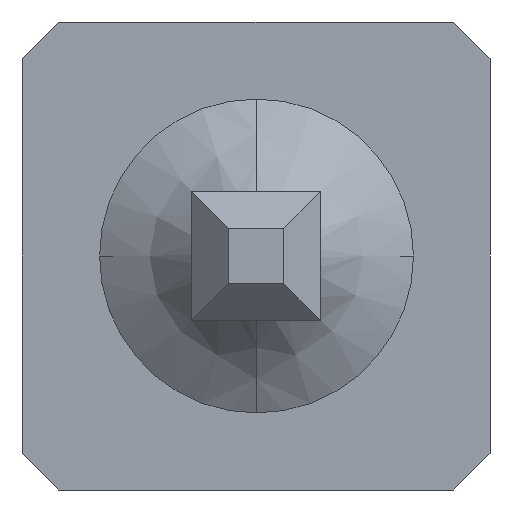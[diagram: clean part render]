
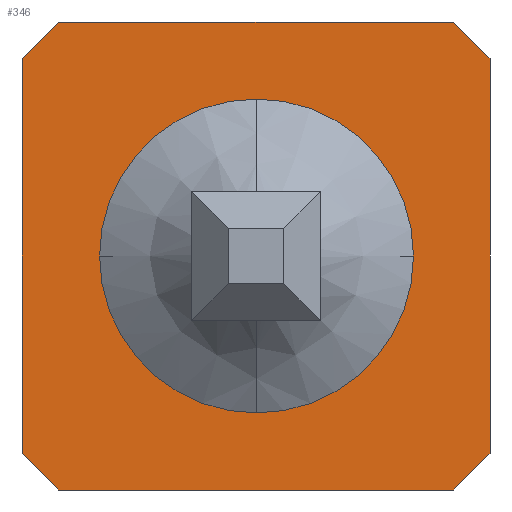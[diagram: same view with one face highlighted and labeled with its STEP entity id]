
A CAD part, front view. The second image highlights one B-rep face of the part: STEP entity #346.
In plain terms, the highlighted planar face has unit normal (0, -1, 0).
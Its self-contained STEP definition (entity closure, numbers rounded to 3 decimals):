
#30 = EDGE_CURVE ( 'NONE', #1110, #281, #352, .T. ) ;
#32 = EDGE_LOOP ( 'NONE', ( #114, #1153, #378, #787 ) ) ;
#39 = LINE ( 'NONE', #836, #947 ) ;
#42 = EDGE_CURVE ( 'NONE', #59, #801, #710, .T. ) ;
#59 = VERTEX_POINT ( 'NONE', #335 ) ;
#73 = ORIENTED_EDGE ( 'NONE', *, *, #474, .T. ) ;
#74 = LINE ( 'NONE', #264, #397 ) ;
#77 = VECTOR ( 'NONE', #1108, 1000. ) ;
#78 = ORIENTED_EDGE ( 'NONE', *, *, #259, .T. ) ;
#98 = VECTOR ( 'NONE', #1111, 1000. ) ;
#114 = ORIENTED_EDGE ( 'NONE', *, *, #902, .T. ) ;
#118 = AXIS2_PLACEMENT_3D ( 'NONE', #417, #958, #233 ) ;
#141 = CARTESIAN_POINT ( 'NONE',  ( -22.46, 1.6, -49.8 ) ) ;
#142 = EDGE_CURVE ( 'NONE', #1138, #917, #391, .T. ) ;
#165 = EDGE_CURVE ( 'NONE', #682, #610, #1093, .T. ) ;
#171 = CARTESIAN_POINT ( 'NONE',  ( -25., 1.6, -47.46 ) ) ;
#172 = VECTOR ( 'NONE', #644, 1000. ) ;
#212 = VECTOR ( 'NONE', #927, 1000. ) ;
#220 = ORIENTED_EDGE ( 'NONE', *, *, #459, .T. ) ;
#225 = VERTEX_POINT ( 'NONE', #1012 ) ;
#228 = CARTESIAN_POINT ( 'NONE',  ( -25., 1.6, -49.8 ) ) ;
#233 = DIRECTION ( 'NONE',  ( 0., 0., -1. ) ) ;
#244 = CARTESIAN_POINT ( 'NONE',  ( -24.08, 1.6, -49.08 ) ) ;
#259 = EDGE_CURVE ( 'NONE', #305, #982, #1121, .T. ) ;
#264 = CARTESIAN_POINT ( 'NONE',  ( -24.9, 1.6, -47.56 ) ) ;
#279 = DIRECTION ( 'NONE',  ( -1., 0., 0. ) ) ;
#281 = VERTEX_POINT ( 'NONE', #228 ) ;
#303 = CARTESIAN_POINT ( 'NONE',  ( -23.38, 1.6, -48.38 ) ) ;
#305 = VERTEX_POINT ( 'NONE', #141 ) ;
#335 = CARTESIAN_POINT ( 'NONE',  ( -22.66, 1.6, -47.46 ) ) ;
#340 = ORIENTED_EDGE ( 'NONE', *, *, #42, .T. ) ;
#341 = DIRECTION ( 'NONE',  ( -0.707, 0., -0.707 ) ) ;
#346 = ADVANCED_FACE ( 'NONE', ( #493, #582 ), #853, .T. ) ;
#351 = DIRECTION ( 'NONE',  ( 0.707, 0., 0.707 ) ) ;
#352 = LINE ( 'NONE', #171, #945 ) ;
#368 = CARTESIAN_POINT ( 'NONE',  ( -24.08, 1.6, -48.38 ) ) ;
#378 = ORIENTED_EDGE ( 'NONE', *, *, #684, .T. ) ;
#391 = LINE ( 'NONE', #740, #172 ) ;
#397 = VECTOR ( 'NONE', #341, 1000. ) ;
#417 = CARTESIAN_POINT ( 'NONE',  ( -23.73, 1.6, -48.73 ) ) ;
#459 = EDGE_CURVE ( 'NONE', #801, #1110, #74, .T. ) ;
#474 = EDGE_CURVE ( 'NONE', #917, #305, #618, .T. ) ;
#493 = FACE_OUTER_BOUND ( 'NONE', #1150, .T. ) ;
#523 = CARTESIAN_POINT ( 'NONE',  ( -22.56, 1.6, -47.56 ) ) ;
#547 = VECTOR ( 'NONE', #279, 1000. ) ;
#549 = LINE ( 'NONE', #803, #98 ) ;
#555 = CARTESIAN_POINT ( 'NONE',  ( -24.9, 1.6, -49.9 ) ) ;
#563 = CARTESIAN_POINT ( 'NONE',  ( -23.38, 1.6, -49.08 ) ) ;
#566 = CARTESIAN_POINT ( 'NONE',  ( -25., 1.6, -47.66 ) ) ;
#567 = VECTOR ( 'NONE', #1143, 1000. ) ;
#569 = DIRECTION ( 'NONE',  ( 0.707, 0., -0.707 ) ) ;
#582 = FACE_BOUND ( 'NONE', #32, .T. ) ;
#601 = EDGE_CURVE ( 'NONE', #281, #1138, #1011, .T. ) ;
#610 = VERTEX_POINT ( 'NONE', #563 ) ;
#618 = LINE ( 'NONE', #692, #863 ) ;
#634 = CARTESIAN_POINT ( 'NONE',  ( -22.46, 1.6, -50. ) ) ;
#644 = DIRECTION ( 'NONE',  ( 1., 0., 0. ) ) ;
#653 = ORIENTED_EDGE ( 'NONE', *, *, #30, .T. ) ;
#662 = CARTESIAN_POINT ( 'NONE',  ( -23.38, 1.6, -48.38 ) ) ;
#676 = VECTOR ( 'NONE', #569, 1000. ) ;
#682 = VERTEX_POINT ( 'NONE', #662 ) ;
#684 = EDGE_CURVE ( 'NONE', #610, #821, #39, .T. ) ;
#692 = CARTESIAN_POINT ( 'NONE',  ( -22.56, 1.6, -49.9 ) ) ;
#710 = LINE ( 'NONE', #1082, #547 ) ;
#732 = LINE ( 'NONE', #368, #963 ) ;
#740 = CARTESIAN_POINT ( 'NONE',  ( -25., 1.6, -50. ) ) ;
#787 = ORIENTED_EDGE ( 'NONE', *, *, #940, .T. ) ;
#798 = EDGE_CURVE ( 'NONE', #982, #59, #1056, .T. ) ;
#801 = VERTEX_POINT ( 'NONE', #1163 ) ;
#803 = CARTESIAN_POINT ( 'NONE',  ( -24.08, 1.6, -49.08 ) ) ;
#821 = VERTEX_POINT ( 'NONE', #244 ) ;
#836 = CARTESIAN_POINT ( 'NONE',  ( -23.38, 1.6, -49.08 ) ) ;
#853 = PLANE ( 'NONE',  #118 ) ;
#863 = VECTOR ( 'NONE', #351, 1000. ) ;
#870 = CARTESIAN_POINT ( 'NONE',  ( -24.8, 1.6, -50. ) ) ;
#902 = EDGE_CURVE ( 'NONE', #225, #682, #732, .T. ) ;
#914 = CARTESIAN_POINT ( 'NONE',  ( -22.46, 1.6, -47.66 ) ) ;
#917 = VERTEX_POINT ( 'NONE', #1096 ) ;
#927 = DIRECTION ( 'NONE',  ( 0., 0., -1. ) ) ;
#939 = DIRECTION ( 'NONE',  ( -1., 0., 0. ) ) ;
#940 = EDGE_CURVE ( 'NONE', #821, #225, #549, .T. ) ;
#945 = VECTOR ( 'NONE', #1089, 1000. ) ;
#947 = VECTOR ( 'NONE', #939, 1000. ) ;
#958 = DIRECTION ( 'NONE',  ( 0., -1., 0. ) ) ;
#963 = VECTOR ( 'NONE', #1105, 1000. ) ;
#970 = ORIENTED_EDGE ( 'NONE', *, *, #798, .T. ) ;
#982 = VERTEX_POINT ( 'NONE', #914 ) ;
#1011 = LINE ( 'NONE', #555, #676 ) ;
#1012 = CARTESIAN_POINT ( 'NONE',  ( -24.08, 1.6, -48.38 ) ) ;
#1056 = LINE ( 'NONE', #523, #567 ) ;
#1068 = ORIENTED_EDGE ( 'NONE', *, *, #601, .T. ) ;
#1082 = CARTESIAN_POINT ( 'NONE',  ( -22.46, 1.6, -47.46 ) ) ;
#1089 = DIRECTION ( 'NONE',  ( 0., 0., -1. ) ) ;
#1093 = LINE ( 'NONE', #303, #212 ) ;
#1096 = CARTESIAN_POINT ( 'NONE',  ( -22.66, 1.6, -50. ) ) ;
#1105 = DIRECTION ( 'NONE',  ( 1., 0., 0. ) ) ;
#1108 = DIRECTION ( 'NONE',  ( 0., 0., 1. ) ) ;
#1110 = VERTEX_POINT ( 'NONE', #566 ) ;
#1111 = DIRECTION ( 'NONE',  ( 0., 0., 1. ) ) ;
#1116 = ORIENTED_EDGE ( 'NONE', *, *, #142, .T. ) ;
#1121 = LINE ( 'NONE', #634, #77 ) ;
#1138 = VERTEX_POINT ( 'NONE', #870 ) ;
#1143 = DIRECTION ( 'NONE',  ( -0.707, 0., 0.707 ) ) ;
#1150 = EDGE_LOOP ( 'NONE', ( #1068, #1116, #73, #78, #970, #340, #220, #653 ) ) ;
#1153 = ORIENTED_EDGE ( 'NONE', *, *, #165, .T. ) ;
#1163 = CARTESIAN_POINT ( 'NONE',  ( -24.8, 1.6, -47.46 ) ) ;
